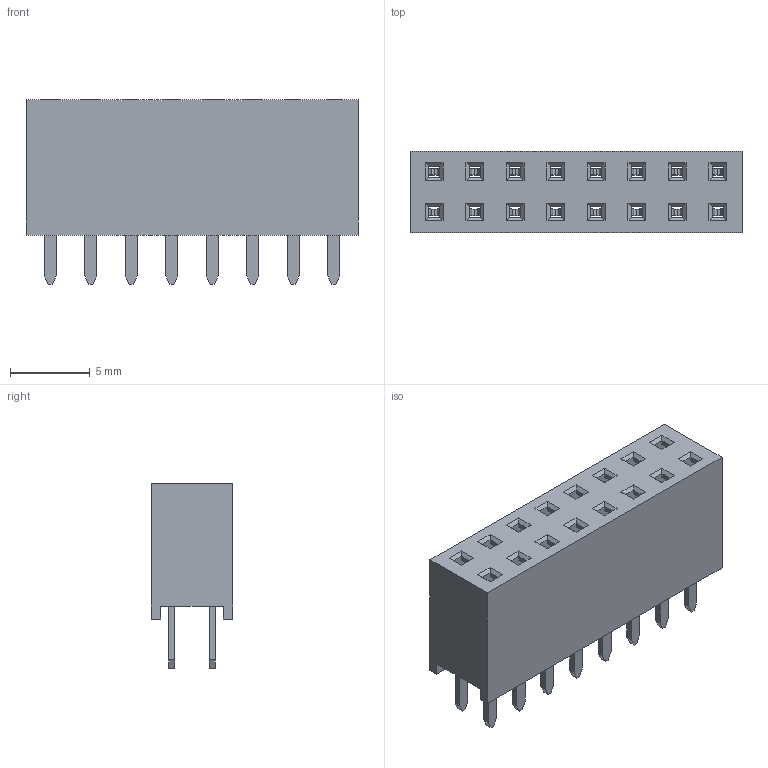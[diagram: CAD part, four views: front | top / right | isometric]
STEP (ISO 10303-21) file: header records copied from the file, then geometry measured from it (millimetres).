
FILE_DESCRIPTION(('STEP AP242'),'1');
FILE_NAME('61301621821.stp','2022-09-02T22:08:24',('TraceParts'),('TraceParts S.A.'),'Spatial InterOp 3D',' ',' ');
FILE_SCHEMA(('AP242_MANAGED_MODEL_BASED_3D_ENGINEERING_MIM_LF {1 0 10303 442 1 1 4}'));
Length unit declared in the file: millimetre
Products named in the file (1): 61301621821_1
Bounding box: 20.82 x 5.08 x 11.6 mm (x, y, z)
Volume: 730.5 mm3; surface area: 1822.8 mm2
Topology: 17 solids, 17 shells, 730 faces, 1960 edges, 1264 vertices
Faces by surface type: plane 506, cylinder 128, torus 64, bspline 32
Entity records: 23464 total; most frequent: CARTESIAN_POINT 4707, ORIENTED_EDGE 3920, DIRECTION 3838, EDGE_CURVE 1960, LINE 1384, VECTOR 1384, VERTEX_POINT 1264, AXIS2_PLACEMENT_3D 1227
